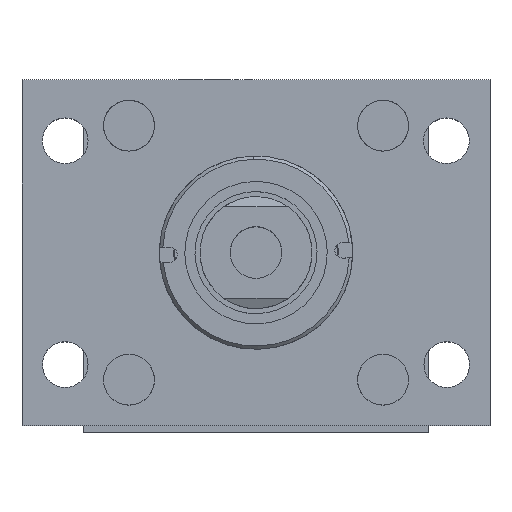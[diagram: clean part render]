
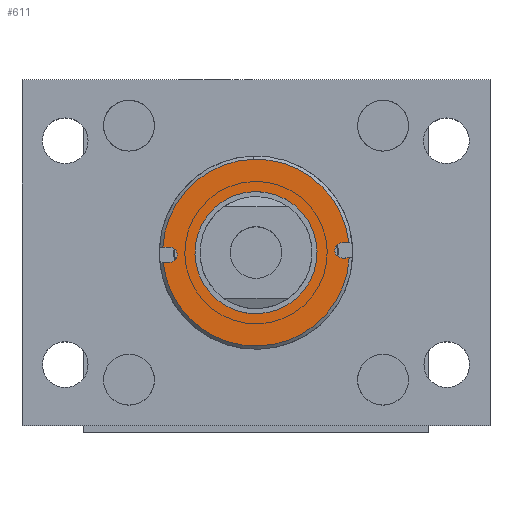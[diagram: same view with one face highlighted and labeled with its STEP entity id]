
A CAD part, top view. The second image highlights one B-rep face of the part: STEP entity #611.
In plain terms, the highlighted face is planar.
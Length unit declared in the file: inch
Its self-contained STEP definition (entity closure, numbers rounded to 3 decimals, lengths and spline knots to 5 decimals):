
#121 = CARTESIAN_POINT ( 'NONE',  ( 9.17484, 17.4443, -0.094 ) ) ;
#165 = DIRECTION ( 'NONE',  ( 0., 1., 0. ) ) ;
#235 = VERTEX_POINT ( 'NONE', #4973 ) ;
#507 = VECTOR ( 'NONE', #165, 39.37008 ) ;
#591 = DIRECTION ( 'NONE',  ( 0., 0., 1. ) ) ;
#611 = ADVANCED_FACE ( 'NONE', ( #2735, #6177 ), #3691, .F. ) ;
#623 = CARTESIAN_POINT ( 'NONE',  ( 9.17484, 16.3823, 0. ) ) ;
#721 = DIRECTION ( 'NONE',  ( 0., 0., -1. ) ) ;
#818 = DIRECTION ( 'NONE',  ( 1., 0., 0. ) ) ;
#841 = DIRECTION ( 'NONE',  ( -1., 0., 0. ) ) ;
#843 = ORIENTED_EDGE ( 'NONE', *, *, #2292, .T. ) ;
#855 = AXIS2_PLACEMENT_3D ( 'NONE', #1540, #841, #3908 ) ;
#1022 = CARTESIAN_POINT ( 'NONE',  ( 9.17484, 15.23865, 0.094 ) ) ;
#1137 = VERTEX_POINT ( 'NONE', #1022 ) ;
#1472 = CIRCLE ( 'NONE', #6301, 0.75 ) ;
#1540 = CARTESIAN_POINT ( 'NONE',  ( 9.17484, 16.3823, 0. ) ) ;
#1606 = DIRECTION ( 'NONE',  ( -1., 0., 0. ) ) ;
#1713 = AXIS2_PLACEMENT_3D ( 'NONE', #2995, #5344, #9232 ) ;
#1747 = DIRECTION ( 'NONE',  ( 0., 0., 1. ) ) ;
#1763 = CARTESIAN_POINT ( 'NONE',  ( 9.17484, 17.5298, -0.094 ) ) ;
#2023 = ORIENTED_EDGE ( 'NONE', *, *, #7509, .T. ) ;
#2115 = DIRECTION ( 'NONE',  ( 0., 1., 0. ) ) ;
#2292 = EDGE_CURVE ( 'NONE', #8743, #5958, #10196, .T. ) ;
#2406 = VECTOR ( 'NONE', #5315, 39.37008 ) ;
#2445 = CARTESIAN_POINT ( 'NONE',  ( 9.17484, 15.3203, 0. ) ) ;
#2735 = FACE_OUTER_BOUND ( 'NONE', #4149, .T. ) ;
#2747 = AXIS2_PLACEMENT_3D ( 'NONE', #2445, #818, #721 ) ;
#2812 = ORIENTED_EDGE ( 'NONE', *, *, #6113, .T. ) ;
#2908 = DIRECTION ( 'NONE',  ( -1., 0., 0. ) ) ;
#2995 = CARTESIAN_POINT ( 'NONE',  ( 9.17484, 17.5298, 0. ) ) ;
#3080 = CARTESIAN_POINT ( 'NONE',  ( 9.17484, 16.3823, 0.75 ) ) ;
#3282 = ORIENTED_EDGE ( 'NONE', *, *, #8463, .F. ) ;
#3409 = CIRCLE ( 'NONE', #5676, 0.75 ) ;
#3567 = EDGE_CURVE ( 'NONE', #235, #7074, #6331, .T. ) ;
#3594 = CARTESIAN_POINT ( 'NONE',  ( 9.17484, 16.3823, -0.75 ) ) ;
#3691 = PLANE ( 'NONE',  #1713 ) ;
#3908 = DIRECTION ( 'NONE',  ( 0., 0., 1. ) ) ;
#4149 = EDGE_LOOP ( 'NONE', ( #7212, #4322, #2023, #8995, #3282, #2812, #843, #8070, #9010 ) ) ;
#4322 = ORIENTED_EDGE ( 'NONE', *, *, #6551, .T. ) ;
#4518 = VERTEX_POINT ( 'NONE', #121 ) ;
#4524 = CARTESIAN_POINT ( 'NONE',  ( 9.17484, 17.4443, 0. ) ) ;
#4864 = EDGE_CURVE ( 'NONE', #9689, #10105, #5825, .T. ) ;
#4973 = CARTESIAN_POINT ( 'NONE',  ( 9.17484, 15.3203, -0.094 ) ) ;
#5185 = CARTESIAN_POINT ( 'NONE',  ( 9.17484, 17.5298, 0.094 ) ) ;
#5315 = DIRECTION ( 'NONE',  ( 0., -1., 0. ) ) ;
#5342 = CIRCLE ( 'NONE', #855, 1.1475 ) ;
#5344 = DIRECTION ( 'NONE',  ( 1., 0., 0. ) ) ;
#5352 = DIRECTION ( 'NONE',  ( 0., 0., -1. ) ) ;
#5365 = VERTEX_POINT ( 'NONE', #3594 ) ;
#5426 = DIRECTION ( 'NONE',  ( 0., 0., 1. ) ) ;
#5450 = CARTESIAN_POINT ( 'NONE',  ( 9.17484, 16.3823, -1.1475 ) ) ;
#5613 = VERTEX_POINT ( 'NONE', #7040 ) ;
#5676 = AXIS2_PLACEMENT_3D ( 'NONE', #9735, #8143, #7350 ) ;
#5712 = CARTESIAN_POINT ( 'NONE',  ( 9.17484, 17.4443, 0.094 ) ) ;
#5825 = CIRCLE ( 'NONE', #9824, 1.1475 ) ;
#5958 = VERTEX_POINT ( 'NONE', #5712 ) ;
#6023 = EDGE_CURVE ( 'NONE', #5365, #9916, #3409, .T. ) ;
#6073 = CARTESIAN_POINT ( 'NONE',  ( 9.17484, 16.3823, 0. ) ) ;
#6113 = EDGE_CURVE ( 'NONE', #1137, #8743, #9226, .T. ) ;
#6147 = CARTESIAN_POINT ( 'NONE',  ( 9.17484, 17.5298, -0.094 ) ) ;
#6177 = FACE_BOUND ( 'NONE', #8962, .T. ) ;
#6301 = AXIS2_PLACEMENT_3D ( 'NONE', #623, #8641, #5426 ) ;
#6331 = CIRCLE ( 'NONE', #2747, 0.094 ) ;
#6453 = CARTESIAN_POINT ( 'NONE',  ( 9.17484, 17.52594, 0.094 ) ) ;
#6551 = EDGE_CURVE ( 'NONE', #10105, #5613, #5342, .T. ) ;
#6768 = CIRCLE ( 'NONE', #8838, 0.094 ) ;
#6771 = CARTESIAN_POINT ( 'NONE',  ( 9.17484, 17.52594, -0.094 ) ) ;
#6817 = LINE ( 'NONE', #1763, #507 ) ;
#7040 = CARTESIAN_POINT ( 'NONE',  ( 9.17484, 15.23865, -0.094 ) ) ;
#7074 = VERTEX_POINT ( 'NONE', #9403 ) ;
#7212 = ORIENTED_EDGE ( 'NONE', *, *, #4864, .T. ) ;
#7230 = CARTESIAN_POINT ( 'NONE',  ( 9.17484, 16.3823, 0. ) ) ;
#7350 = DIRECTION ( 'NONE',  ( 0., 0., 1. ) ) ;
#7509 = EDGE_CURVE ( 'NONE', #5613, #235, #6817, .T. ) ;
#7616 = AXIS2_PLACEMENT_3D ( 'NONE', #7230, #1606, #1747 ) ;
#7927 = LINE ( 'NONE', #5185, #9044 ) ;
#8070 = ORIENTED_EDGE ( 'NONE', *, *, #10112, .T. ) ;
#8143 = DIRECTION ( 'NONE',  ( -1., 0., 0. ) ) ;
#8463 = EDGE_CURVE ( 'NONE', #1137, #7074, #7927, .T. ) ;
#8481 = ORIENTED_EDGE ( 'NONE', *, *, #10158, .F. ) ;
#8524 = EDGE_CURVE ( 'NONE', #9689, #4518, #9647, .T. ) ;
#8641 = DIRECTION ( 'NONE',  ( -1., 0., 0. ) ) ;
#8647 = DIRECTION ( 'NONE',  ( 0., -1., 0. ) ) ;
#8661 = VECTOR ( 'NONE', #8647, 39.37008 ) ;
#8743 = VERTEX_POINT ( 'NONE', #6453 ) ;
#8838 = AXIS2_PLACEMENT_3D ( 'NONE', #4524, #10155, #5352 ) ;
#8962 = EDGE_LOOP ( 'NONE', ( #8481, #9564 ) ) ;
#8995 = ORIENTED_EDGE ( 'NONE', *, *, #3567, .T. ) ;
#9010 = ORIENTED_EDGE ( 'NONE', *, *, #8524, .F. ) ;
#9044 = VECTOR ( 'NONE', #2115, 39.37008 ) ;
#9226 = CIRCLE ( 'NONE', #7616, 1.1475 ) ;
#9232 = DIRECTION ( 'NONE',  ( 0., 1., 0. ) ) ;
#9403 = CARTESIAN_POINT ( 'NONE',  ( 9.17484, 15.3203, 0.094 ) ) ;
#9426 = CARTESIAN_POINT ( 'NONE',  ( 9.17484, 17.5298, 0.094 ) ) ;
#9564 = ORIENTED_EDGE ( 'NONE', *, *, #6023, .F. ) ;
#9647 = LINE ( 'NONE', #6147, #8661 ) ;
#9689 = VERTEX_POINT ( 'NONE', #6771 ) ;
#9735 = CARTESIAN_POINT ( 'NONE',  ( 9.17484, 16.3823, 0. ) ) ;
#9824 = AXIS2_PLACEMENT_3D ( 'NONE', #6073, #2908, #591 ) ;
#9916 = VERTEX_POINT ( 'NONE', #3080 ) ;
#10105 = VERTEX_POINT ( 'NONE', #5450 ) ;
#10112 = EDGE_CURVE ( 'NONE', #5958, #4518, #6768, .T. ) ;
#10155 = DIRECTION ( 'NONE',  ( 1., 0., 0. ) ) ;
#10158 = EDGE_CURVE ( 'NONE', #9916, #5365, #1472, .T. ) ;
#10196 = LINE ( 'NONE', #9426, #2406 ) ;
